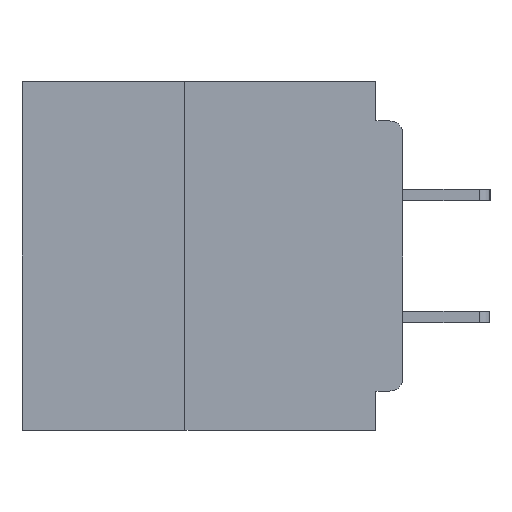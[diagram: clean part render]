
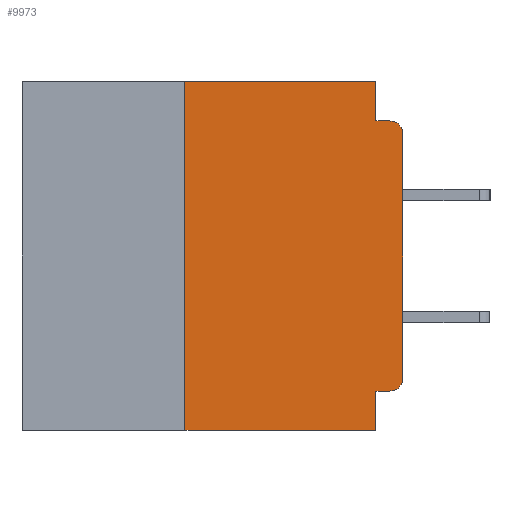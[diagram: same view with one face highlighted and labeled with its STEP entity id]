
A CAD part, left-side view. The second image highlights one B-rep face of the part: STEP entity #9973.
In plain terms, the highlighted planar face has unit normal (-1, 0, 0).
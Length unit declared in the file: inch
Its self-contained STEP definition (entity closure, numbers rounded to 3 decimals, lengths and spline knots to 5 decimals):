
#323 = CIRCLE ( 'NONE', #57743, 0.015 ) ;
#440 = CARTESIAN_POINT ( 'NONE',  ( 0., 0., -0.045 ) ) ;
#659 = DIRECTION ( 'NONE',  ( 0., -1., 0. ) ) ;
#1159 = EDGE_CURVE ( 'NONE', #36276, #4146, #52167, .T. ) ;
#3199 = CARTESIAN_POINT ( 'NONE',  ( 0., 0.031, -0.355 ) ) ;
#4146 = VERTEX_POINT ( 'NONE', #44758 ) ;
#5308 = LINE ( 'NONE', #47627, #54480 ) ;
#5648 = DIRECTION ( 'NONE',  ( 0., 0., 1. ) ) ;
#5928 = VERTEX_POINT ( 'NONE', #12459 ) ;
#6397 = VECTOR ( 'NONE', #11284, 39.37008 ) ;
#6667 = EDGE_CURVE ( 'NONE', #41687, #25660, #56699, .T. ) ;
#7238 = FACE_OUTER_BOUND ( 'NONE', #33364, .T. ) ;
#8006 = VECTOR ( 'NONE', #659, 39.37008 ) ;
#8342 = CARTESIAN_POINT ( 'NONE',  ( 0., 0.015, -0.045 ) ) ;
#8645 = AXIS2_PLACEMENT_3D ( 'NONE', #11555, #49637, #21128 ) ;
#9973 = ADVANCED_FACE ( 'NONE', ( #7238 ), #16348, .F. ) ;
#10164 = CARTESIAN_POINT ( 'NONE',  ( 0., 0.015, -0.355 ) ) ;
#10604 = LINE ( 'NONE', #29475, #21775 ) ;
#11059 = EDGE_CURVE ( 'NONE', #47474, #20467, #5308, .T. ) ;
#11284 = DIRECTION ( 'NONE',  ( 0., 0., -1. ) ) ;
#11555 = CARTESIAN_POINT ( 'NONE',  ( 0., 0.437, 0. ) ) ;
#11678 = EDGE_CURVE ( 'NONE', #5928, #20467, #32842, .T. ) ;
#11944 = ORIENTED_EDGE ( 'NONE', *, *, #27467, .T. ) ;
#12459 = CARTESIAN_POINT ( 'NONE',  ( 0., 0.25, -0.4 ) ) ;
#13711 = ORIENTED_EDGE ( 'NONE', *, *, #28810, .F. ) ;
#13811 = VECTOR ( 'NONE', #37518, 39.37008 ) ;
#16348 = PLANE ( 'NONE',  #8645 ) ;
#17200 = VECTOR ( 'NONE', #38665, 39.37008 ) ;
#17601 = LINE ( 'NONE', #30283, #6397 ) ;
#17692 = ORIENTED_EDGE ( 'NONE', *, *, #6667, .F. ) ;
#18158 = ORIENTED_EDGE ( 'NONE', *, *, #19998, .F. ) ;
#18167 = ORIENTED_EDGE ( 'NONE', *, *, #11059, .F. ) ;
#18543 = CARTESIAN_POINT ( 'NONE',  ( 0., 0., 0. ) ) ;
#18767 = VECTOR ( 'NONE', #29068, 39.37008 ) ;
#19115 = DIRECTION ( 'NONE',  ( 0., 0., -1. ) ) ;
#19998 = EDGE_CURVE ( 'NONE', #5928, #42655, #10604, .T. ) ;
#20467 = VERTEX_POINT ( 'NONE', #32703 ) ;
#21128 = DIRECTION ( 'NONE',  ( 0., 0., -1. ) ) ;
#21775 = VECTOR ( 'NONE', #5648, 39.37008 ) ;
#22206 = LINE ( 'NONE', #48166, #8006 ) ;
#22479 = EDGE_CURVE ( 'NONE', #42655, #23342, #22206, .T. ) ;
#23342 = VERTEX_POINT ( 'NONE', #26905 ) ;
#24166 = CARTESIAN_POINT ( 'NONE',  ( 0., 0.031, -0.045 ) ) ;
#24694 = VERTEX_POINT ( 'NONE', #53818 ) ;
#25017 = LINE ( 'NONE', #18543, #13811 ) ;
#25246 = CARTESIAN_POINT ( 'NONE',  ( 0., 0.015, -0.06 ) ) ;
#25660 = VERTEX_POINT ( 'NONE', #8342 ) ;
#26905 = CARTESIAN_POINT ( 'NONE',  ( 0., 0.031, 0. ) ) ;
#27467 = EDGE_CURVE ( 'NONE', #4146, #24694, #25017, .T. ) ;
#28810 = EDGE_CURVE ( 'NONE', #36276, #47474, #45668, .T. ) ;
#29051 = DIRECTION ( 'NONE',  ( 0., 1., 0. ) ) ;
#29068 = DIRECTION ( 'NONE',  ( 0., -1., 0. ) ) ;
#29475 = CARTESIAN_POINT ( 'NONE',  ( 0., 0.25, -0.4 ) ) ;
#30061 = DIRECTION ( 'NONE',  ( 0., 0., -1. ) ) ;
#30283 = CARTESIAN_POINT ( 'NONE',  ( 0., 0.031, 0. ) ) ;
#32703 = CARTESIAN_POINT ( 'NONE',  ( 0., 0.031, -0.4 ) ) ;
#32842 = LINE ( 'NONE', #57520, #17200 ) ;
#33215 = AXIS2_PLACEMENT_3D ( 'NONE', #50228, #39663, #39610 ) ;
#33364 = EDGE_LOOP ( 'NONE', ( #11944, #34248, #17692, #42030, #34287, #18158, #45507, #18167, #13711, #43939 ) ) ;
#33818 = CARTESIAN_POINT ( 'NONE',  ( 0., 0., -0.355 ) ) ;
#34248 = ORIENTED_EDGE ( 'NONE', *, *, #54424, .T. ) ;
#34287 = ORIENTED_EDGE ( 'NONE', *, *, #22479, .F. ) ;
#36276 = VERTEX_POINT ( 'NONE', #10164 ) ;
#37518 = DIRECTION ( 'NONE',  ( 0., 0., 1. ) ) ;
#38665 = DIRECTION ( 'NONE',  ( 0., -1., 0. ) ) ;
#39610 = DIRECTION ( 'NONE',  ( 0., 0., -1. ) ) ;
#39663 = DIRECTION ( 'NONE',  ( -1., 0., 0. ) ) ;
#41687 = VERTEX_POINT ( 'NONE', #24166 ) ;
#42030 = ORIENTED_EDGE ( 'NONE', *, *, #59715, .F. ) ;
#42655 = VERTEX_POINT ( 'NONE', #51495 ) ;
#43939 = ORIENTED_EDGE ( 'NONE', *, *, #1159, .T. ) ;
#44170 = VECTOR ( 'NONE', #29051, 39.37008 ) ;
#44758 = CARTESIAN_POINT ( 'NONE',  ( 0., 0., -0.34 ) ) ;
#45507 = ORIENTED_EDGE ( 'NONE', *, *, #11678, .T. ) ;
#45668 = LINE ( 'NONE', #33818, #44170 ) ;
#47474 = VERTEX_POINT ( 'NONE', #3199 ) ;
#47627 = CARTESIAN_POINT ( 'NONE',  ( 0., 0.031, -0.4 ) ) ;
#48166 = CARTESIAN_POINT ( 'NONE',  ( 0., 0.437, 0. ) ) ;
#49637 = DIRECTION ( 'NONE',  ( 1., 0., 0. ) ) ;
#50228 = CARTESIAN_POINT ( 'NONE',  ( 0., 0.015, -0.34 ) ) ;
#51495 = CARTESIAN_POINT ( 'NONE',  ( 0., 0.25, 0. ) ) ;
#52167 = CIRCLE ( 'NONE', #33215, 0.015 ) ;
#53818 = CARTESIAN_POINT ( 'NONE',  ( 0., 0., -0.06 ) ) ;
#54424 = EDGE_CURVE ( 'NONE', #24694, #25660, #323, .T. ) ;
#54480 = VECTOR ( 'NONE', #19115, 39.37008 ) ;
#56699 = LINE ( 'NONE', #440, #18767 ) ;
#57520 = CARTESIAN_POINT ( 'NONE',  ( 0., 0.437, -0.4 ) ) ;
#57743 = AXIS2_PLACEMENT_3D ( 'NONE', #25246, #58428, #30061 ) ;
#58428 = DIRECTION ( 'NONE',  ( -1., 0., 0. ) ) ;
#59715 = EDGE_CURVE ( 'NONE', #23342, #41687, #17601, .T. ) ;
